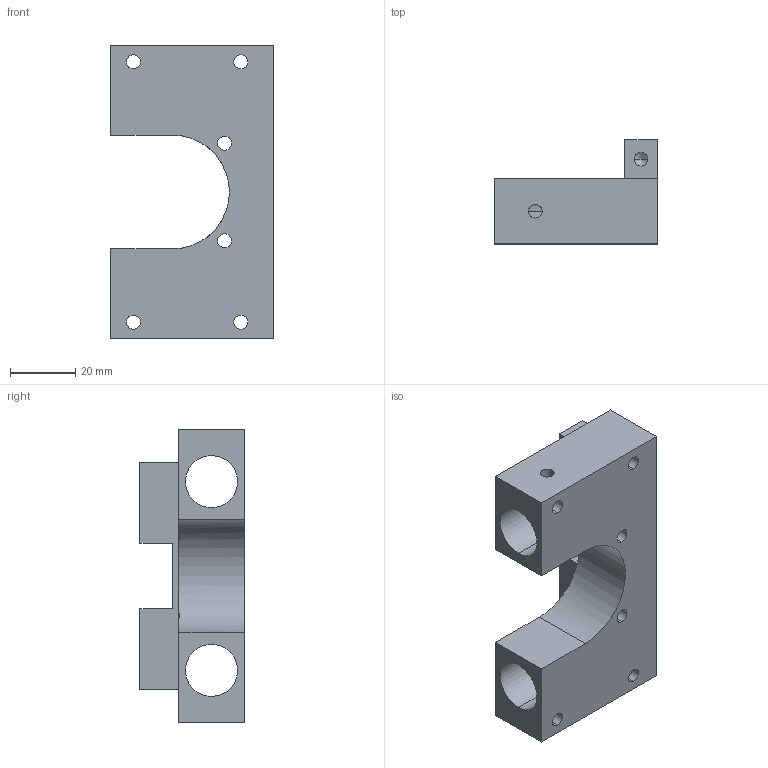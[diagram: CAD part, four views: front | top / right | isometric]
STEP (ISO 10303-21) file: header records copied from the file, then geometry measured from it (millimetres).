
FILE_DESCRIPTION (( 'STEP AP214' ), '1' );
FILE_NAME ('XWZ-USI-01-A_support douille.STEP', '2020-12-28T10:46:55', ( '' ), ( '' ), 'SwSTEP 2.0', 'SolidWorks 2020', '' );
FILE_SCHEMA (( 'AUTOMOTIVE_DESIGN' ));
Length unit declared in the file: millimetre
Products named in the file (1): XWZ-USI-01-A_support douille
Bounding box: 50 x 32 x 90 mm (x, y, z)
Volume: 50639.3 mm3; surface area: 21318 mm2
Topology: 1 solids, 1 shells, 58 faces, 160 edges, 98 vertices
Faces by surface type: cylinder 25, plane 17, cone 16
Entity records: 2094 total; most frequent: CARTESIAN_POINT 439, DIRECTION 330, ORIENTED_EDGE 312, EDGE_CURVE 156, AXIS2_PLACEMENT_3D 121, VERTEX_POINT 98, VECTOR 88, LINE 88
